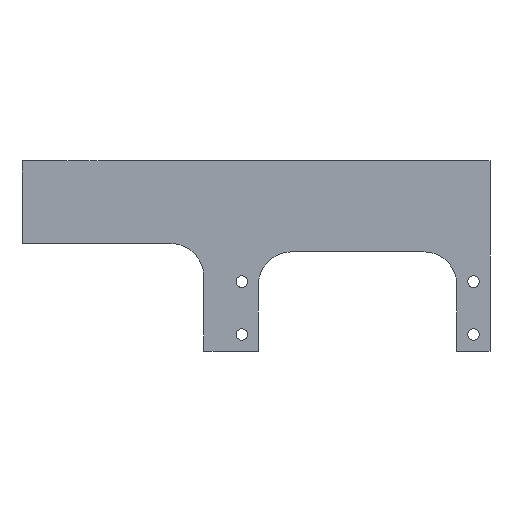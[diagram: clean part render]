
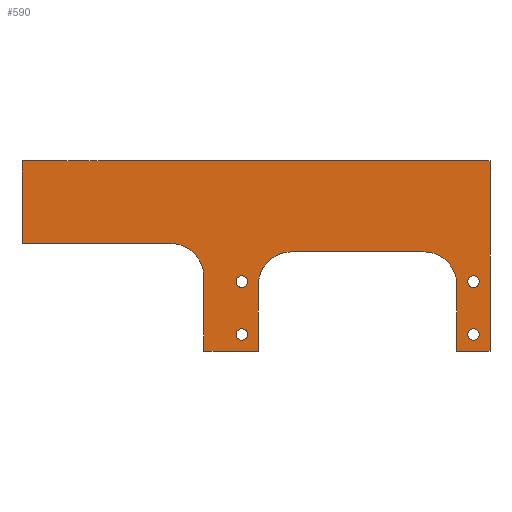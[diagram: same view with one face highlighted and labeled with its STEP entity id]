
A CAD part, front view. The second image highlights one B-rep face of the part: STEP entity #590.
In plain terms, the highlighted planar face has unit normal (0, -1, 0).
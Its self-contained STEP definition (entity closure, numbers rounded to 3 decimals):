
#16=FACE_BOUND('',#88,.T.);
#17=FACE_BOUND('',#89,.T.);
#18=FACE_BOUND('',#90,.T.);
#19=FACE_BOUND('',#91,.T.);
#33=PLANE('',#641);
#56=FACE_OUTER_BOUND('',#87,.T.);
#87=EDGE_LOOP('',(#434,#435,#436,#437,#438,#439,#440,#441,#442,#443,#444,
#445,#446));
#88=EDGE_LOOP('',(#447));
#89=EDGE_LOOP('',(#448));
#90=EDGE_LOOP('',(#449));
#91=EDGE_LOOP('',(#450));
#126=LINE('',#860,#188);
#132=LINE('',#875,#194);
#135=LINE('',#887,#197);
#140=LINE('',#896,#202);
#141=LINE('',#898,#203);
#142=LINE('',#900,#204);
#143=LINE('',#902,#205);
#144=LINE('',#904,#206);
#145=LINE('',#906,#207);
#146=LINE('',#907,#208);
#188=VECTOR('',#692,10.);
#194=VECTOR('',#706,10.);
#197=VECTOR('',#717,10.);
#202=VECTOR('',#724,10.);
#203=VECTOR('',#727,10.);
#204=VECTOR('',#728,10.);
#205=VECTOR('',#729,10.);
#206=VECTOR('',#730,10.);
#207=VECTOR('',#731,10.);
#208=VECTOR('',#732,10.);
#248=CIRCLE('',#629,10.);
#250=CIRCLE('',#633,10.);
#252=CIRCLE('',#637,10.);
#254=CIRCLE('',#642,1.75);
#255=CIRCLE('',#643,1.75);
#256=CIRCLE('',#644,1.75);
#257=CIRCLE('',#645,1.75);
#268=VERTEX_POINT('',#850);
#269=VERTEX_POINT('',#851);
#272=VERTEX_POINT('',#859);
#274=VERTEX_POINT('',#865);
#275=VERTEX_POINT('',#866);
#278=VERTEX_POINT('',#877);
#279=VERTEX_POINT('',#878);
#282=VERTEX_POINT('',#886);
#285=VERTEX_POINT('',#894);
#286=VERTEX_POINT('',#899);
#287=VERTEX_POINT('',#901);
#288=VERTEX_POINT('',#903);
#289=VERTEX_POINT('',#905);
#290=VERTEX_POINT('',#908);
#291=VERTEX_POINT('',#910);
#292=VERTEX_POINT('',#912);
#293=VERTEX_POINT('',#914);
#323=EDGE_CURVE('',#268,#269,#248,.T.);
#327=EDGE_CURVE('',#272,#269,#126,.T.);
#330=EDGE_CURVE('',#274,#275,#250,.T.);
#335=EDGE_CURVE('',#268,#275,#132,.T.);
#336=EDGE_CURVE('',#278,#279,#252,.T.);
#340=EDGE_CURVE('',#282,#279,#135,.T.);
#345=EDGE_CURVE('',#278,#285,#140,.T.);
#346=EDGE_CURVE('',#272,#285,#141,.T.);
#347=EDGE_CURVE('',#274,#286,#142,.T.);
#348=EDGE_CURVE('',#287,#286,#143,.T.);
#349=EDGE_CURVE('',#288,#287,#144,.T.);
#350=EDGE_CURVE('',#289,#288,#145,.T.);
#351=EDGE_CURVE('',#282,#289,#146,.T.);
#352=EDGE_CURVE('',#290,#290,#254,.T.);
#353=EDGE_CURVE('',#291,#291,#255,.T.);
#354=EDGE_CURVE('',#292,#292,#256,.T.);
#355=EDGE_CURVE('',#293,#293,#257,.T.);
#434=ORIENTED_EDGE('',*,*,#340,.T.);
#435=ORIENTED_EDGE('',*,*,#336,.F.);
#436=ORIENTED_EDGE('',*,*,#345,.T.);
#437=ORIENTED_EDGE('',*,*,#346,.F.);
#438=ORIENTED_EDGE('',*,*,#327,.T.);
#439=ORIENTED_EDGE('',*,*,#323,.F.);
#440=ORIENTED_EDGE('',*,*,#335,.T.);
#441=ORIENTED_EDGE('',*,*,#330,.F.);
#442=ORIENTED_EDGE('',*,*,#347,.T.);
#443=ORIENTED_EDGE('',*,*,#348,.F.);
#444=ORIENTED_EDGE('',*,*,#349,.F.);
#445=ORIENTED_EDGE('',*,*,#350,.F.);
#446=ORIENTED_EDGE('',*,*,#351,.F.);
#447=ORIENTED_EDGE('',*,*,#352,.T.);
#448=ORIENTED_EDGE('',*,*,#353,.T.);
#449=ORIENTED_EDGE('',*,*,#354,.T.);
#450=ORIENTED_EDGE('',*,*,#355,.T.);
#590=ADVANCED_FACE('',(#56,#16,#17,#18,#19),#33,.F.);
#629=AXIS2_PLACEMENT_3D('',#852,#684,#685);
#633=AXIS2_PLACEMENT_3D('',#867,#697,#698);
#637=AXIS2_PLACEMENT_3D('',#879,#709,#710);
#641=AXIS2_PLACEMENT_3D('',#897,#725,#726);
#642=AXIS2_PLACEMENT_3D('',#909,#733,#734);
#643=AXIS2_PLACEMENT_3D('',#911,#735,#736);
#644=AXIS2_PLACEMENT_3D('',#913,#737,#738);
#645=AXIS2_PLACEMENT_3D('',#915,#739,#740);
#684=DIRECTION('center_axis',(0.,-1.,0.));
#685=DIRECTION('ref_axis',(-0.707,0.,0.707));
#692=DIRECTION('',(0.,0.,1.));
#697=DIRECTION('center_axis',(0.,-1.,0.));
#698=DIRECTION('ref_axis',(0.707,0.,0.707));
#706=DIRECTION('',(1.,0.,0.));
#709=DIRECTION('center_axis',(0.,-1.,0.));
#710=DIRECTION('ref_axis',(0.707,0.,0.707));
#717=DIRECTION('',(1.,0.,0.));
#724=DIRECTION('',(0.,0.,-1.));
#725=DIRECTION('center_axis',(0.,1.,0.));
#726=DIRECTION('ref_axis',(1.,0.,0.));
#727=DIRECTION('',(-1.,0.,0.));
#728=DIRECTION('',(0.,0.,-1.));
#729=DIRECTION('',(-1.,0.,0.));
#730=DIRECTION('',(0.,0.,-1.));
#731=DIRECTION('',(1.,0.,0.));
#732=DIRECTION('',(0.,0.,1.));
#733=DIRECTION('center_axis',(0.,1.,0.));
#734=DIRECTION('ref_axis',(1.,0.,0.));
#735=DIRECTION('center_axis',(0.,1.,0.));
#736=DIRECTION('ref_axis',(1.,0.,0.));
#737=DIRECTION('center_axis',(0.,1.,0.));
#738=DIRECTION('ref_axis',(1.,0.,0.));
#739=DIRECTION('center_axis',(0.,1.,0.));
#740=DIRECTION('ref_axis',(1.,0.,0.));
#850=CARTESIAN_POINT('',(81.5,0.,-27.5));
#851=CARTESIAN_POINT('',(71.5,0.,-37.5));
#852=CARTESIAN_POINT('Origin',(81.5,0.,-37.5));
#859=CARTESIAN_POINT('',(71.5,0.,-57.5));
#860=CARTESIAN_POINT('',(71.5,0.,-43.125));
#865=CARTESIAN_POINT('',(131.5,0.,-37.5));
#866=CARTESIAN_POINT('',(121.5,0.,-27.5));
#867=CARTESIAN_POINT('Origin',(121.5,0.,-37.5));
#875=CARTESIAN_POINT('',(71.125,0.,-27.5));
#877=CARTESIAN_POINT('',(55.,0.,-35.));
#878=CARTESIAN_POINT('',(45.,0.,-25.));
#879=CARTESIAN_POINT('Origin',(45.,0.,-35.));
#886=CARTESIAN_POINT('',(0.,0.,-25.));
#887=CARTESIAN_POINT('',(35.375,0.,-25.));
#894=CARTESIAN_POINT('',(55.,0.,-57.5));
#896=CARTESIAN_POINT('',(55.,0.,-26.875));
#897=CARTESIAN_POINT('Origin',(70.75,0.,-28.75));
#898=CARTESIAN_POINT('',(141.5,0.,-57.5));
#899=CARTESIAN_POINT('',(131.5,0.,-57.5));
#900=CARTESIAN_POINT('',(131.5,0.,-28.125));
#901=CARTESIAN_POINT('',(141.5,0.,-57.5));
#902=CARTESIAN_POINT('',(141.5,0.,-57.5));
#903=CARTESIAN_POINT('',(141.5,0.,0.));
#904=CARTESIAN_POINT('',(141.5,0.,0.));
#905=CARTESIAN_POINT('',(0.,0.,0.));
#906=CARTESIAN_POINT('',(0.,0.,0.));
#907=CARTESIAN_POINT('',(0.,0.,-57.5));
#908=CARTESIAN_POINT('',(64.75,0.,-52.5));
#909=CARTESIAN_POINT('Origin',(66.5,0.,-52.5));
#910=CARTESIAN_POINT('',(134.75,0.,-36.5));
#911=CARTESIAN_POINT('Origin',(136.5,0.,-36.5));
#912=CARTESIAN_POINT('',(64.75,0.,-36.5));
#913=CARTESIAN_POINT('Origin',(66.5,0.,-36.5));
#914=CARTESIAN_POINT('',(134.75,0.,-52.5));
#915=CARTESIAN_POINT('Origin',(136.5,0.,-52.5));
